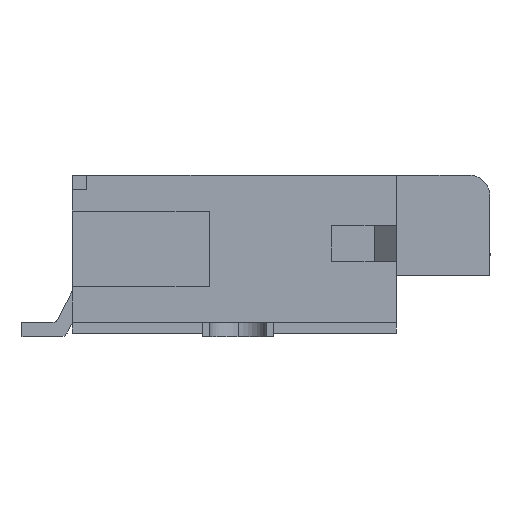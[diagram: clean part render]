
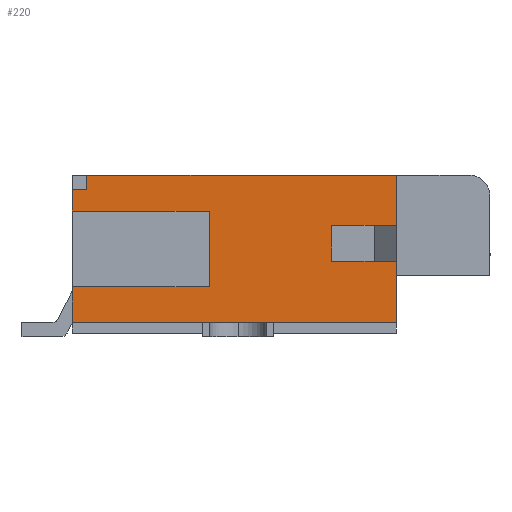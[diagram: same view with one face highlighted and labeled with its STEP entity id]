
A CAD part, left-side view. The second image highlights one B-rep face of the part: STEP entity #220.
In plain terms, the highlighted planar face has unit normal (-1, 0, 0).
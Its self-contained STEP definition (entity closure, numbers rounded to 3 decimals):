
#220=ADVANCED_FACE('',(#918),#919,.T.);
#918=FACE_OUTER_BOUND('',#2246,.T.);
#919=PLANE('',#2247);
#2246=EDGE_LOOP('',(#3877,#3878,#3879,#3880,#3881,#3882,#3883,#3884,#3885,#3886,#3887,#3888,#3889,#3890));
#2247=AXIS2_PLACEMENT_3D('',#3891,#3892,#3893);
#3877=ORIENTED_EDGE('',*,*,#9733,.F.);
#3878=ORIENTED_EDGE('',*,*,#9681,.F.);
#3879=ORIENTED_EDGE('',*,*,#9610,.T.);
#3880=ORIENTED_EDGE('',*,*,#9734,.F.);
#3881=ORIENTED_EDGE('',*,*,#9735,.T.);
#3882=ORIENTED_EDGE('',*,*,#9736,.T.);
#3883=ORIENTED_EDGE('',*,*,#9606,.T.);
#3884=ORIENTED_EDGE('',*,*,#9737,.F.);
#3885=ORIENTED_EDGE('',*,*,#9500,.T.);
#3886=ORIENTED_EDGE('',*,*,#9738,.T.);
#3887=ORIENTED_EDGE('',*,*,#9739,.T.);
#3888=ORIENTED_EDGE('',*,*,#9740,.T.);
#3889=ORIENTED_EDGE('',*,*,#9728,.T.);
#3890=ORIENTED_EDGE('',*,*,#9741,.T.);
#3891=CARTESIAN_POINT('',(-7.3,0.0,0.0));
#3892=DIRECTION('',(-1.0,0.0,0.0));
#3893=DIRECTION('',(0.0,0.0,1.0));
#9500=EDGE_CURVE('',#11516,#11514,#11517,.T.);
#9606=EDGE_CURVE('',#11728,#11726,#11729,.T.);
#9610=EDGE_CURVE('',#11736,#11734,#11737,.T.);
#9681=EDGE_CURVE('',#11736,#11872,#11873,.T.);
#9728=EDGE_CURVE('',#11938,#11939,#11940,.T.);
#9733=EDGE_CURVE('',#11872,#11948,#11949,.T.);
#9734=EDGE_CURVE('',#11950,#11734,#11951,.T.);
#9735=EDGE_CURVE('',#11950,#11952,#11953,.T.);
#9736=EDGE_CURVE('',#11952,#11728,#11954,.T.);
#9737=EDGE_CURVE('',#11516,#11726,#11955,.T.);
#9738=EDGE_CURVE('',#11514,#11956,#11957,.T.);
#9739=EDGE_CURVE('',#11956,#11958,#11959,.T.);
#9740=EDGE_CURVE('',#11958,#11938,#11960,.T.);
#9741=EDGE_CURVE('',#11939,#11948,#11961,.T.);
#11514=VERTEX_POINT('',#14829);
#11516=VERTEX_POINT('',#14832);
#11517=LINE('',#14833,#14834);
#11726=VERTEX_POINT('',#15147);
#11728=VERTEX_POINT('',#15150);
#11729=LINE('',#15151,#15152);
#11734=VERTEX_POINT('',#15159);
#11736=VERTEX_POINT('',#15162);
#11737=LINE('',#15163,#15164);
#11872=VERTEX_POINT('',#15369);
#11873=LINE('',#15370,#15371);
#11938=VERTEX_POINT('',#15482);
#11939=VERTEX_POINT('',#15483);
#11940=LINE('',#15484,#15485);
#11948=VERTEX_POINT('',#15497);
#11949=LINE('',#15498,#15499);
#11950=VERTEX_POINT('',#15500);
#11951=LINE('',#15501,#15502);
#11952=VERTEX_POINT('',#15503);
#11953=LINE('',#15504,#15505);
#11954=LINE('',#15506,#15507);
#11955=LINE('',#15508,#15509);
#11956=VERTEX_POINT('',#15510);
#11957=LINE('',#15511,#15512);
#11958=VERTEX_POINT('',#15513);
#11959=LINE('',#15514,#15515);
#11960=LINE('',#15516,#15517);
#11961=LINE('',#15518,#15519);
#14829=CARTESIAN_POINT('',(-7.3,-2.25,-0.1));
#14832=CARTESIAN_POINT('',(-7.3,-2.25,-0.95));
#14833=CARTESIAN_POINT('',(-7.3,-2.25,-1.1));
#14834=VECTOR('',#19723,1000.0);
#15147=CARTESIAN_POINT('',(-7.3,2.25,-0.95));
#15150=CARTESIAN_POINT('',(-7.3,2.25,-0.45));
#15151=CARTESIAN_POINT('',(-7.3,2.25,1.1));
#15152=VECTOR('',#19829,1000.0);
#15159=CARTESIAN_POINT('',(-7.3,2.25,0.6));
#15162=CARTESIAN_POINT('',(-7.3,2.25,0.9));
#15163=CARTESIAN_POINT('',(-7.3,2.25,1.1));
#15164=VECTOR('',#19833,1000.0);
#15369=CARTESIAN_POINT('',(-7.3,2.05,0.9));
#15370=CARTESIAN_POINT('',(-7.3,0.0,0.9));
#15371=VECTOR('',#19904,1000.0);
#15482=CARTESIAN_POINT('',(-7.3,-2.25,0.4));
#15483=CARTESIAN_POINT('',(-7.3,-2.25,1.1));
#15484=CARTESIAN_POINT('',(-7.3,-2.25,-1.1));
#15485=VECTOR('',#19951,1000.0);
#15497=CARTESIAN_POINT('',(-7.3,2.05,1.1));
#15498=CARTESIAN_POINT('',(-7.3,2.05,0.0));
#15499=VECTOR('',#19956,1000.0);
#15500=CARTESIAN_POINT('',(-7.3,0.35,0.6));
#15501=CARTESIAN_POINT('',(-7.3,0.35,0.6));
#15502=VECTOR('',#19957,1000.0);
#15503=CARTESIAN_POINT('',(-7.3,0.35,-0.45));
#15504=CARTESIAN_POINT('',(-7.3,0.35,0.6));
#15505=VECTOR('',#19958,1000.0);
#15506=CARTESIAN_POINT('',(-7.3,0.35,-0.45));
#15507=VECTOR('',#19959,1000.0);
#15508=CARTESIAN_POINT('',(-7.3,-2.25,-0.95));
#15509=VECTOR('',#19960,1000.0);
#15510=CARTESIAN_POINT('',(-7.3,-1.35,-0.1));
#15511=CARTESIAN_POINT('',(-7.3,-2.25,-0.1));
#15512=VECTOR('',#19961,1000.0);
#15513=CARTESIAN_POINT('',(-7.3,-1.35,0.4));
#15514=CARTESIAN_POINT('',(-7.3,-1.35,-0.1));
#15515=VECTOR('',#19962,1000.0);
#15516=CARTESIAN_POINT('',(-7.3,-1.35,0.4));
#15517=VECTOR('',#19963,1000.0);
#15518=CARTESIAN_POINT('',(-7.3,-2.25,1.1));
#15519=VECTOR('',#19964,1000.0);
#19723=DIRECTION('',(0.0,0.,1.0));
#19829=DIRECTION('',(0.0,0.,-1.0));
#19833=DIRECTION('',(0.0,0.,-1.0));
#19904=DIRECTION('',(0.0,-1.0,0.0));
#19951=DIRECTION('',(0.0,0.,1.0));
#19956=DIRECTION('',(0.0,0.0,1.0));
#19957=DIRECTION('',(0.0,1.0,0.));
#19958=DIRECTION('',(0.0,0.,-1.0));
#19959=DIRECTION('',(0.0,1.0,0.));
#19960=DIRECTION('',(0.0,1.0,0.));
#19961=DIRECTION('',(0.0,1.0,0.));
#19962=DIRECTION('',(0.0,0.0,1.0));
#19963=DIRECTION('',(0.0,-1.0,0.0));
#19964=DIRECTION('',(0.0,1.0,0.0));
